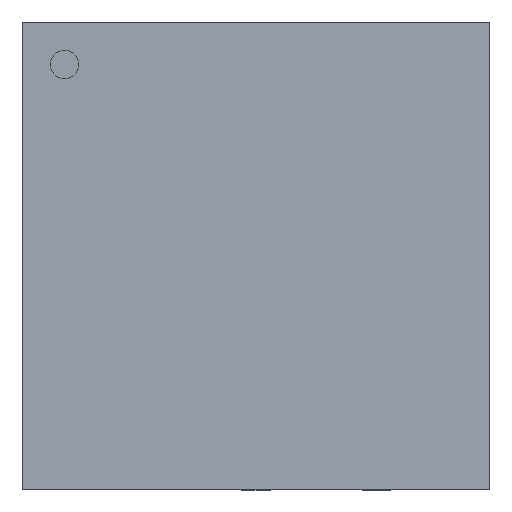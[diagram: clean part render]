
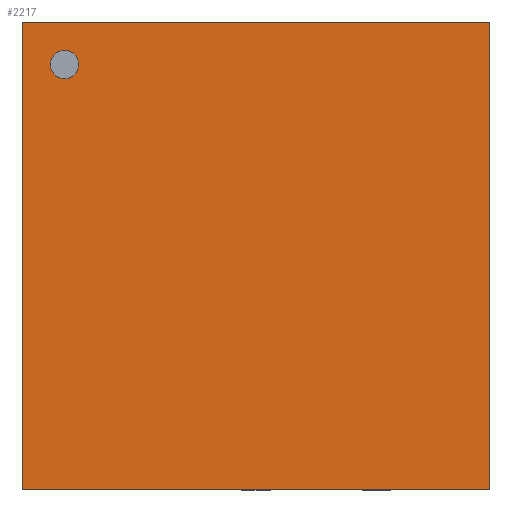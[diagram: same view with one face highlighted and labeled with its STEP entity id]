
A CAD part, top view. The second image highlights one B-rep face of the part: STEP entity #2217.
In plain terms, the highlighted planar face has unit normal (0, 0, 1).
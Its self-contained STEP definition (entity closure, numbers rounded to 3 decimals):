
#13=FACE_BOUND('',#231,.T.);
#17=CIRCLE('',#2348,0.1);
#111=FACE_OUTER_BOUND('',#230,.T.);
#230=EDGE_LOOP('',(#1818,#1819,#1820,#1821));
#231=EDGE_LOOP('',(#1822));
#477=LINE('',#3397,#781);
#493=LINE('',#3425,#797);
#506=LINE('',#3448,#810);
#514=LINE('',#3461,#818);
#781=VECTOR('',#2758,1000.);
#797=VECTOR('',#2776,1000.);
#810=VECTOR('',#2791,1000.);
#818=VECTOR('',#2801,1000.);
#986=VERTEX_POINT('',#3280);
#1038=VERTEX_POINT('',#3394);
#1039=VERTEX_POINT('',#3396);
#1050=VERTEX_POINT('',#3423);
#1059=VERTEX_POINT('',#3446);
#1244=EDGE_CURVE('',#986,#986,#17,.T.);
#1298=EDGE_CURVE('',#1039,#1038,#477,.T.);
#1314=EDGE_CURVE('',#1038,#1050,#493,.T.);
#1327=EDGE_CURVE('',#1050,#1059,#506,.T.);
#1335=EDGE_CURVE('',#1059,#1039,#514,.T.);
#1818=ORIENTED_EDGE('',*,*,#1298,.T.);
#1819=ORIENTED_EDGE('',*,*,#1314,.T.);
#1820=ORIENTED_EDGE('',*,*,#1327,.T.);
#1821=ORIENTED_EDGE('',*,*,#1335,.T.);
#1822=ORIENTED_EDGE('',*,*,#1244,.F.);
#2100=PLANE('',#2361);
#2217=ADVANCED_FACE('',(#111,#13),#2100,.F.);
#2348=AXIS2_PLACEMENT_3D('',#3282,#2686,#2687);
#2361=AXIS2_PLACEMENT_3D('',#3467,#2805,#2806);
#2686=DIRECTION('center_axis',(0.,0.,1.));
#2687=DIRECTION('ref_axis',(0.,-1.,0.));
#2758=DIRECTION('',(0.,1.,0.));
#2776=DIRECTION('',(-1.,0.,0.));
#2791=DIRECTION('',(0.,-1.,0.));
#2801=DIRECTION('',(1.,0.,0.));
#2805=DIRECTION('center_axis',(0.,0.,-1.));
#2806=DIRECTION('ref_axis',(0.,1.,0.));
#3280=CARTESIAN_POINT('',(-1.35,1.45,0.9));
#3282=CARTESIAN_POINT('Origin',(-1.35,1.35,0.9));
#3394=CARTESIAN_POINT('',(1.65,1.65,0.9));
#3396=CARTESIAN_POINT('',(1.65,-1.65,0.9));
#3397=CARTESIAN_POINT('',(1.65,-1.65,0.9));
#3423=CARTESIAN_POINT('',(-1.65,1.65,0.9));
#3425=CARTESIAN_POINT('',(-1.65,1.65,0.9));
#3446=CARTESIAN_POINT('',(-1.65,-1.65,0.9));
#3448=CARTESIAN_POINT('',(-1.65,-1.65,0.9));
#3461=CARTESIAN_POINT('',(-1.65,-1.65,0.9));
#3467=CARTESIAN_POINT('Origin',(0.,0.,0.9));
